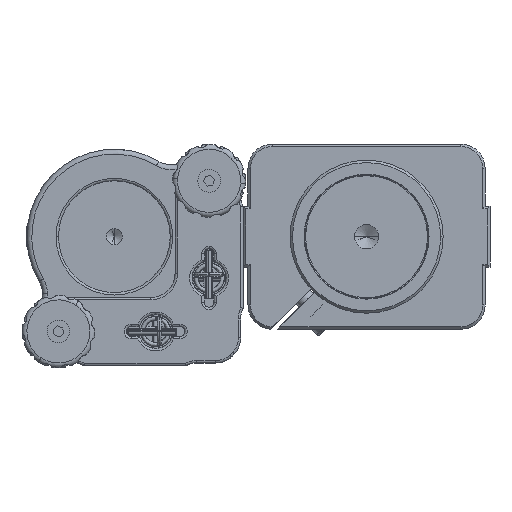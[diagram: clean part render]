
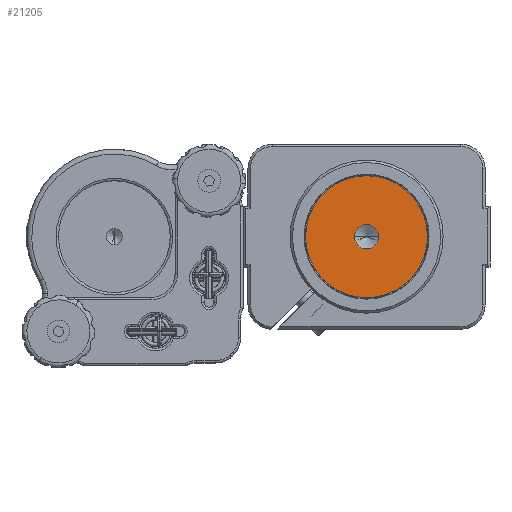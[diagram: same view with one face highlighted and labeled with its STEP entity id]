
A CAD part, front view. The second image highlights one B-rep face of the part: STEP entity #21205.
In plain terms, the highlighted planar face has unit normal (0, -1, 0).
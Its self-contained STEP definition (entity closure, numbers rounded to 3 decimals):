
#1105 = DIRECTION ( 'NONE',  ( 0., 1., 0. ) ) ;
#3622 = DIRECTION ( 'NONE',  ( -1., 0., 0. ) ) ;
#4042 = CIRCLE ( 'NONE', #34200, 2.5 ) ;
#4139 = CARTESIAN_POINT ( 'NONE',  ( 0., -207.615, 0. ) ) ;
#5581 = ORIENTED_EDGE ( 'NONE', *, *, #46658, .T. ) ;
#5705 = DIRECTION ( 'NONE',  ( -1., 0., 0. ) ) ;
#5798 = CIRCLE ( 'NONE', #48369, 12.55 ) ;
#6470 = ORIENTED_EDGE ( 'NONE', *, *, #54821, .T. ) ;
#8239 = FACE_OUTER_BOUND ( 'NONE', #46515, .T. ) ;
#8752 = DIRECTION ( 'NONE',  ( 0., 1., 0. ) ) ;
#11499 = DIRECTION ( 'NONE',  ( 1., 0., 0. ) ) ;
#12919 = EDGE_CURVE ( 'NONE', #32131, #20017, #5798, .T. ) ;
#16175 = DIRECTION ( 'NONE',  ( 0., -1., 0. ) ) ;
#16943 = CARTESIAN_POINT ( 'NONE',  ( 0., -207.615, 0. ) ) ;
#19028 = FACE_BOUND ( 'NONE', #26386, .T. ) ;
#19120 = CARTESIAN_POINT ( 'NONE',  ( -2.5, -207.615, 0. ) ) ;
#20017 = VERTEX_POINT ( 'NONE', #34127 ) ;
#20172 = VERTEX_POINT ( 'NONE', #35906 ) ;
#20521 = CIRCLE ( 'NONE', #43484, 2.5 ) ;
#21205 = ADVANCED_FACE ( 'NONE', ( #19028, #8239 ), #50880, .F. ) ;
#22121 = CARTESIAN_POINT ( 'NONE',  ( 0., -207.615, 0. ) ) ;
#26307 = EDGE_CURVE ( 'NONE', #20172, #43627, #20521, .T. ) ;
#26386 = EDGE_LOOP ( 'NONE', ( #45889, #6470 ) ) ;
#32131 = VERTEX_POINT ( 'NONE', #49359 ) ;
#34127 = CARTESIAN_POINT ( 'NONE',  ( -12.55, -207.615, 0. ) ) ;
#34200 = AXIS2_PLACEMENT_3D ( 'NONE', #4139, #8752, #50084 ) ;
#35906 = CARTESIAN_POINT ( 'NONE',  ( 2.5, -207.615, 0. ) ) ;
#43134 = ORIENTED_EDGE ( 'NONE', *, *, #12919, .T. ) ;
#43381 = CIRCLE ( 'NONE', #58910, 12.55 ) ;
#43484 = AXIS2_PLACEMENT_3D ( 'NONE', #22121, #54193, #3622 ) ;
#43627 = VERTEX_POINT ( 'NONE', #19120 ) ;
#43640 = CARTESIAN_POINT ( 'NONE',  ( 0., -207.615, 0. ) ) ;
#45889 = ORIENTED_EDGE ( 'NONE', *, *, #26307, .T. ) ;
#46515 = EDGE_LOOP ( 'NONE', ( #43134, #5581 ) ) ;
#46658 = EDGE_CURVE ( 'NONE', #20017, #32131, #43381, .T. ) ;
#48223 = DIRECTION ( 'NONE',  ( 1., 0., 0. ) ) ;
#48369 = AXIS2_PLACEMENT_3D ( 'NONE', #43640, #16175, #48223 ) ;
#49359 = CARTESIAN_POINT ( 'NONE',  ( 12.55, -207.615, 0. ) ) ;
#50084 = DIRECTION ( 'NONE',  ( -1., 0., 0. ) ) ;
#50880 = PLANE ( 'NONE',  #54085 ) ;
#51475 = CARTESIAN_POINT ( 'NONE',  ( 0., -207.615, -12.55 ) ) ;
#53626 = DIRECTION ( 'NONE',  ( 0., -1., 0. ) ) ;
#54085 = AXIS2_PLACEMENT_3D ( 'NONE', #51475, #1105, #5705 ) ;
#54193 = DIRECTION ( 'NONE',  ( 0., 1., 0. ) ) ;
#54821 = EDGE_CURVE ( 'NONE', #43627, #20172, #4042, .T. ) ;
#58910 = AXIS2_PLACEMENT_3D ( 'NONE', #16943, #53626, #11499 ) ;
